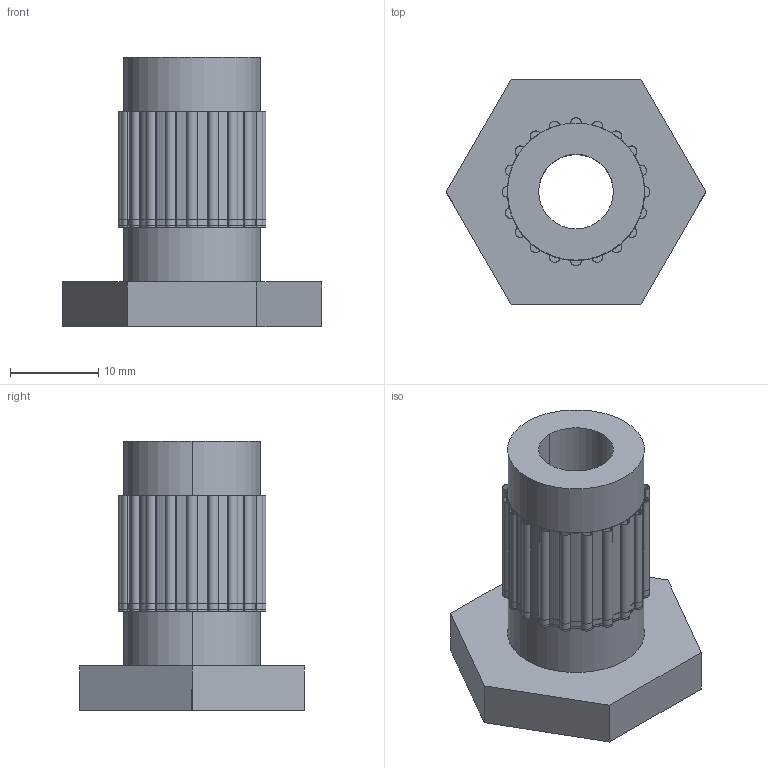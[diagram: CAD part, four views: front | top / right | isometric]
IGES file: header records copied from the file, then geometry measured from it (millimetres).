
Start section:  PTC IGES file: hf_hub.igs
Global section: file name: hf_hub.igs; native system: Pro/ENGINEER by Parametric Technology Corporation; preprocessor: 2008010; author: thesmith; organization: Unknown; date: 20081116.121556; units: millimetre
Bounding box: 29.33 x 25.4 x 30.48 mm (x, y, z)
Surface area: 49982.5 mm2 (no closed solid volume)
Topology: 0 solids, 0 shells, 176 faces, 2632 edges, 3672 vertices
Faces by surface type: revolution 166, bspline 10
